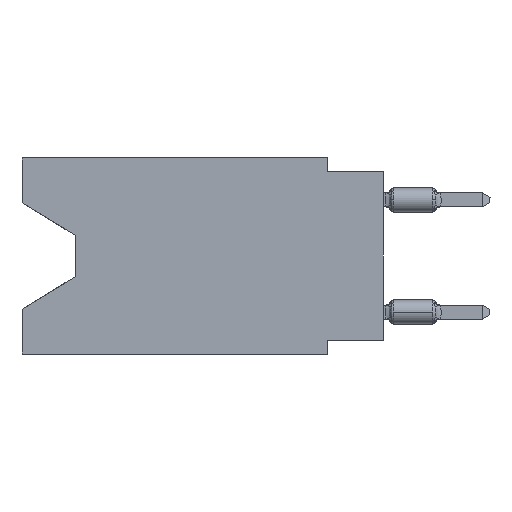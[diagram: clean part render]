
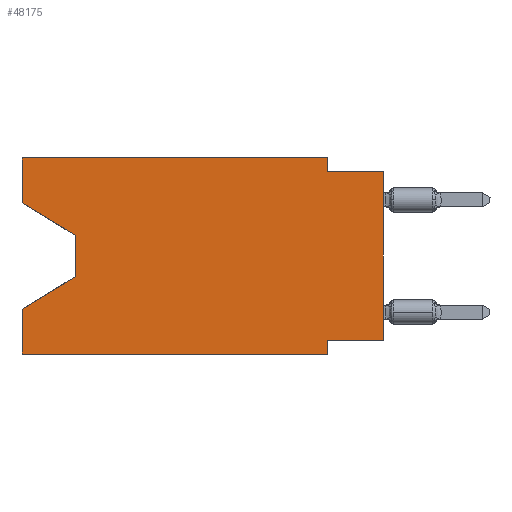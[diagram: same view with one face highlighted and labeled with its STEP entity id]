
A CAD part, left-side view. The second image highlights one B-rep face of the part: STEP entity #48175.
In plain terms, the highlighted planar face has unit normal (-1, 0, 0).
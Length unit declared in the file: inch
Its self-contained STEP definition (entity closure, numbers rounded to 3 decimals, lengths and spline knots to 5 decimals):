
#159 = CARTESIAN_POINT ( 'NONE',  ( 0., 0.645, 0. ) ) ;
#865 = VECTOR ( 'NONE', #55287, 39.37008 ) ;
#1981 = LINE ( 'NONE', #46133, #20236 ) ;
#3789 = VECTOR ( 'NONE', #33659, 39.37008 ) ;
#4597 = LINE ( 'NONE', #64022, #43654 ) ;
#5463 = CARTESIAN_POINT ( 'NONE',  ( 0., 0.645, -0.35 ) ) ;
#5600 = EDGE_CURVE ( 'NONE', #32082, #25448, #8667, .T. ) ;
#5788 = VECTOR ( 'NONE', #37760, 39.37008 ) ;
#6241 = EDGE_CURVE ( 'NONE', #26729, #11645, #61382, .T. ) ;
#6254 = LINE ( 'NONE', #60157, #865 ) ;
#6982 = ORIENTED_EDGE ( 'NONE', *, *, #8275, .T. ) ;
#7253 = VERTEX_POINT ( 'NONE', #63164 ) ;
#8275 = EDGE_CURVE ( 'NONE', #26678, #9017, #21224, .T. ) ;
#8667 = LINE ( 'NONE', #12900, #3789 ) ;
#9017 = VERTEX_POINT ( 'NONE', #41710 ) ;
#11645 = VERTEX_POINT ( 'NONE', #45543 ) ;
#11818 = LINE ( 'NONE', #51425, #5788 ) ;
#12900 = CARTESIAN_POINT ( 'NONE',  ( 0., 0.645, 0. ) ) ;
#13013 = ORIENTED_EDGE ( 'NONE', *, *, #40074, .T. ) ;
#13467 = VECTOR ( 'NONE', #33737, 39.37008 ) ;
#13647 = CARTESIAN_POINT ( 'NONE',  ( 0., 0.645, 0. ) ) ;
#13933 = CARTESIAN_POINT ( 'NONE',  ( 0., 0., 0. ) ) ;
#14210 = DIRECTION ( 'NONE',  ( 0., 0., -1. ) ) ;
#15571 = EDGE_CURVE ( 'NONE', #28946, #9017, #6254, .T. ) ;
#15706 = DIRECTION ( 'NONE',  ( 0., 1., 0. ) ) ;
#15711 = CARTESIAN_POINT ( 'NONE',  ( 0., 0.55, -0.212 ) ) ;
#16926 = CARTESIAN_POINT ( 'NONE',  ( 0., 0.1, -0.35 ) ) ;
#17406 = EDGE_CURVE ( 'NONE', #41567, #29397, #58426, .T. ) ;
#18456 = DIRECTION ( 'NONE',  ( 1., 0., 0. ) ) ;
#19336 = CARTESIAN_POINT ( 'NONE',  ( 0., 0.645, -0.08025 ) ) ;
#19745 = ORIENTED_EDGE ( 'NONE', *, *, #33731, .F. ) ;
#20236 = VECTOR ( 'NONE', #50379, 39.37008 ) ;
#21218 = DIRECTION ( 'NONE',  ( 0., -0.855, -0.519 ) ) ;
#21224 = LINE ( 'NONE', #15711, #23241 ) ;
#21334 = ORIENTED_EDGE ( 'NONE', *, *, #17406, .T. ) ;
#23049 = ORIENTED_EDGE ( 'NONE', *, *, #56600, .T. ) ;
#23241 = VECTOR ( 'NONE', #60184, 39.37008 ) ;
#23561 = ORIENTED_EDGE ( 'NONE', *, *, #61074, .F. ) ;
#24904 = ORIENTED_EDGE ( 'NONE', *, *, #5600, .F. ) ;
#25279 = DIRECTION ( 'NONE',  ( 0., -1., 0. ) ) ;
#25448 = VERTEX_POINT ( 'NONE', #13647 ) ;
#26678 = VERTEX_POINT ( 'NONE', #57899 ) ;
#26729 = VERTEX_POINT ( 'NONE', #43903 ) ;
#28946 = VERTEX_POINT ( 'NONE', #64003 ) ;
#29397 = VERTEX_POINT ( 'NONE', #57592 ) ;
#32082 = VERTEX_POINT ( 'NONE', #19336 ) ;
#33053 = CARTESIAN_POINT ( 'NONE',  ( 0., 0., -0.325 ) ) ;
#33439 = VECTOR ( 'NONE', #25279, 39.37008 ) ;
#33659 = DIRECTION ( 'NONE',  ( 0., 0., 1. ) ) ;
#33731 = EDGE_CURVE ( 'NONE', #25448, #26729, #44618, .T. ) ;
#33737 = DIRECTION ( 'NONE',  ( 0., 0., 1. ) ) ;
#33751 = VERTEX_POINT ( 'NONE', #16926 ) ;
#33812 = AXIS2_PLACEMENT_3D ( 'NONE', #52530, #18456, #14210 ) ;
#34007 = PLANE ( 'NONE',  #33812 ) ;
#34091 = ORIENTED_EDGE ( 'NONE', *, *, #6241, .F. ) ;
#34443 = DIRECTION ( 'NONE',  ( 0., 0., -1. ) ) ;
#35220 = ORIENTED_EDGE ( 'NONE', *, *, #15571, .F. ) ;
#37760 = DIRECTION ( 'NONE',  ( 0., -1., 0. ) ) ;
#38544 = FACE_OUTER_BOUND ( 'NONE', #62192, .T. ) ;
#40074 = EDGE_CURVE ( 'NONE', #58771, #26678, #4597, .T. ) ;
#41567 = VERTEX_POINT ( 'NONE', #33053 ) ;
#41710 = CARTESIAN_POINT ( 'NONE',  ( 0., 0.645, -0.26975 ) ) ;
#42233 = ORIENTED_EDGE ( 'NONE', *, *, #57166, .T. ) ;
#42477 = ORIENTED_EDGE ( 'NONE', *, *, #64211, .F. ) ;
#43654 = VECTOR ( 'NONE', #34443, 39.37008 ) ;
#43903 = CARTESIAN_POINT ( 'NONE',  ( 0., 0.1, 0. ) ) ;
#44029 = VECTOR ( 'NONE', #63825, 39.37008 ) ;
#44618 = LINE ( 'NONE', #159, #44029 ) ;
#45543 = CARTESIAN_POINT ( 'NONE',  ( 0., 0.1, -0.025 ) ) ;
#45814 = VECTOR ( 'NONE', #21218, 39.37008 ) ;
#46133 = CARTESIAN_POINT ( 'NONE',  ( 0., 0.1, -0.35 ) ) ;
#46229 = CARTESIAN_POINT ( 'NONE',  ( 0., 0.55, -0.138 ) ) ;
#46495 = CARTESIAN_POINT ( 'NONE',  ( 0., 0., -0.325 ) ) ;
#46742 = CARTESIAN_POINT ( 'NONE',  ( 0., 0.1, 0. ) ) ;
#48175 = ADVANCED_FACE ( 'NONE', ( #38544 ), #34007, .F. ) ;
#50379 = DIRECTION ( 'NONE',  ( 0., 0., -1. ) ) ;
#51307 = DIRECTION ( 'NONE',  ( 0., 0., -1. ) ) ;
#51425 = CARTESIAN_POINT ( 'NONE',  ( 0., 0., -0.025 ) ) ;
#51700 = LINE ( 'NONE', #46495, #59320 ) ;
#52530 = CARTESIAN_POINT ( 'NONE',  ( 0., 0.645, 0. ) ) ;
#53483 = VECTOR ( 'NONE', #51307, 39.37008 ) ;
#54165 = LINE ( 'NONE', #5463, #33439 ) ;
#55287 = DIRECTION ( 'NONE',  ( 0., 0., 1. ) ) ;
#55625 = LINE ( 'NONE', #60498, #45814 ) ;
#55879 = ORIENTED_EDGE ( 'NONE', *, *, #56567, .F. ) ;
#56567 = EDGE_CURVE ( 'NONE', #41567, #7253, #51700, .T. ) ;
#56600 = EDGE_CURVE ( 'NONE', #32082, #58771, #55625, .T. ) ;
#57166 = EDGE_CURVE ( 'NONE', #28946, #33751, #54165, .T. ) ;
#57592 = CARTESIAN_POINT ( 'NONE',  ( 0., 0., -0.025 ) ) ;
#57899 = CARTESIAN_POINT ( 'NONE',  ( 0., 0.55, -0.212 ) ) ;
#58426 = LINE ( 'NONE', #13933, #13467 ) ;
#58771 = VERTEX_POINT ( 'NONE', #46229 ) ;
#59320 = VECTOR ( 'NONE', #15706, 39.37008 ) ;
#60157 = CARTESIAN_POINT ( 'NONE',  ( 0., 0.645, 0. ) ) ;
#60184 = DIRECTION ( 'NONE',  ( 0., 0.855, -0.519 ) ) ;
#60498 = CARTESIAN_POINT ( 'NONE',  ( 0., 0.645, -0.08025 ) ) ;
#61074 = EDGE_CURVE ( 'NONE', #11645, #29397, #11818, .T. ) ;
#61382 = LINE ( 'NONE', #46742, #53483 ) ;
#62192 = EDGE_LOOP ( 'NONE', ( #23049, #13013, #6982, #35220, #42233, #42477, #55879, #21334, #23561, #34091, #19745, #24904 ) ) ;
#63164 = CARTESIAN_POINT ( 'NONE',  ( 0., 0.1, -0.325 ) ) ;
#63825 = DIRECTION ( 'NONE',  ( 0., -1., 0. ) ) ;
#64003 = CARTESIAN_POINT ( 'NONE',  ( 0., 0.645, -0.35 ) ) ;
#64022 = CARTESIAN_POINT ( 'NONE',  ( 0., 0.55, -0.138 ) ) ;
#64211 = EDGE_CURVE ( 'NONE', #7253, #33751, #1981, .T. ) ;
